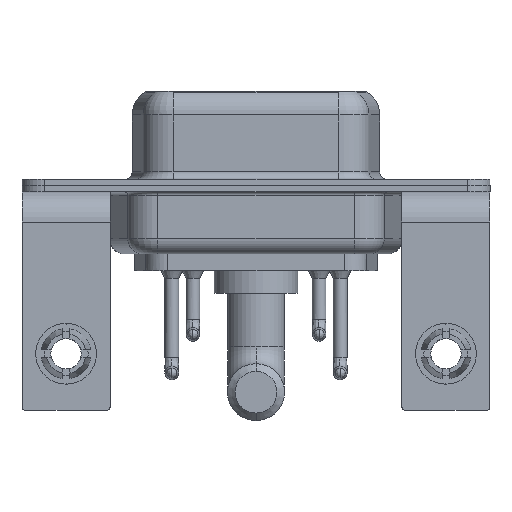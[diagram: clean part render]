
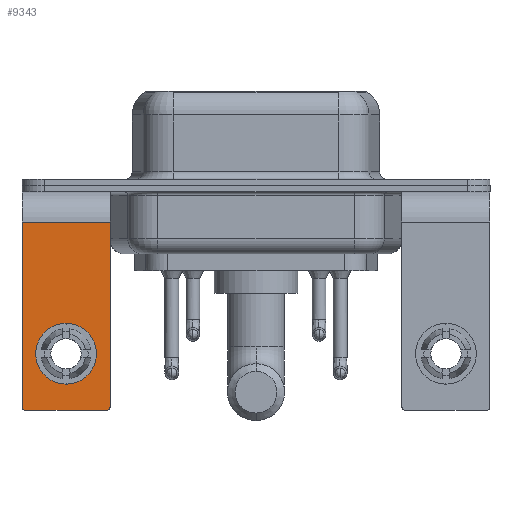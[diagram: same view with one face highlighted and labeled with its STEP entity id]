
A CAD part, front view. The second image highlights one B-rep face of the part: STEP entity #9343.
In plain terms, the highlighted planar face has unit normal (0, -1, 0).
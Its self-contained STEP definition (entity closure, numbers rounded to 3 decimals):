
#52 = ORIENTED_EDGE ( 'NONE', *, *, #5897, .T. ) ;
#67 = CARTESIAN_POINT ( 'NONE',  ( 2.9, -6.25, -2.4 ) ) ;
#294 = DIRECTION ( 'NONE',  ( 0., 1., 0. ) ) ;
#417 = VECTOR ( 'NONE', #11512, 1000. ) ;
#584 = CARTESIAN_POINT ( 'NONE',  ( -2.65, -6.25, -14.8 ) ) ;
#1441 = CIRCLE ( 'NONE', #13466, 2. ) ;
#1989 = ORIENTED_EDGE ( 'NONE', *, *, #4982, .F. ) ;
#2006 = CARTESIAN_POINT ( 'NONE',  ( 2.9, -6.25, -14.55 ) ) ;
#2251 = VECTOR ( 'NONE', #12073, 1000. ) ;
#2694 = EDGE_LOOP ( 'NONE', ( #14879, #52, #1989, #5357, #5982, #4069 ) ) ;
#2738 = VERTEX_POINT ( 'NONE', #584 ) ;
#2775 = FACE_BOUND ( 'NONE', #18156, .T. ) ;
#3488 = ORIENTED_EDGE ( 'NONE', *, *, #10435, .T. ) ;
#4069 = ORIENTED_EDGE ( 'NONE', *, *, #6984, .T. ) ;
#4428 = CARTESIAN_POINT ( 'NONE',  ( -2.65, -6.25, -14.55 ) ) ;
#4561 = CARTESIAN_POINT ( 'NONE',  ( 2.9, -6.25, -2.4 ) ) ;
#4982 = EDGE_CURVE ( 'NONE', #7184, #2738, #7232, .T. ) ;
#5039 = CARTESIAN_POINT ( 'NONE',  ( -2.9, -6.25, -14.55 ) ) ;
#5207 = LINE ( 'NONE', #67, #417 ) ;
#5357 = ORIENTED_EDGE ( 'NONE', *, *, #16287, .T. ) ;
#5803 = DIRECTION ( 'NONE',  ( -1., 0., 0. ) ) ;
#5897 = EDGE_CURVE ( 'NONE', #15134, #2738, #6591, .T. ) ;
#5982 = ORIENTED_EDGE ( 'NONE', *, *, #18145, .F. ) ;
#6185 = AXIS2_PLACEMENT_3D ( 'NONE', #6256, #294, #13339 ) ;
#6199 = CARTESIAN_POINT ( 'NONE',  ( 2.9, -6.25, -2.4 ) ) ;
#6210 = VECTOR ( 'NONE', #10099, 1000. ) ;
#6256 = CARTESIAN_POINT ( 'NONE',  ( 0., -6.25, -11.07 ) ) ;
#6591 = CIRCLE ( 'NONE', #15951, 0.25 ) ;
#6650 = CARTESIAN_POINT ( 'NONE',  ( 2.9, -6.25, -2.4 ) ) ;
#6717 = CARTESIAN_POINT ( 'NONE',  ( 0., -6.25, -11.07 ) ) ;
#6984 = EDGE_CURVE ( 'NONE', #14672, #15735, #14916, .T. ) ;
#7148 = AXIS2_PLACEMENT_3D ( 'NONE', #4561, #10239, #12794 ) ;
#7184 = VERTEX_POINT ( 'NONE', #12716 ) ;
#7221 = FACE_OUTER_BOUND ( 'NONE', #2694, .T. ) ;
#7232 = LINE ( 'NONE', #14793, #11614 ) ;
#7420 = DIRECTION ( 'NONE',  ( 0., 0., 1. ) ) ;
#8005 = EDGE_CURVE ( 'NONE', #10582, #17533, #11933, .T. ) ;
#8665 = CARTESIAN_POINT ( 'NONE',  ( 0., -6.25, -13.07 ) ) ;
#9343 = ADVANCED_FACE ( 'NONE', ( #2775, #7221 ), #11747, .F. ) ;
#9782 = ORIENTED_EDGE ( 'NONE', *, *, #8005, .T. ) ;
#10040 = AXIS2_PLACEMENT_3D ( 'NONE', #14794, #14433, #7420 ) ;
#10099 = DIRECTION ( 'NONE',  ( 0., 0., -1. ) ) ;
#10180 = EDGE_CURVE ( 'NONE', #15735, #15134, #14276, .T. ) ;
#10239 = DIRECTION ( 'NONE',  ( 0., 1., 0. ) ) ;
#10435 = EDGE_CURVE ( 'NONE', #17533, #10582, #1441, .T. ) ;
#10551 = DIRECTION ( 'NONE',  ( 0., -1., 0. ) ) ;
#10582 = VERTEX_POINT ( 'NONE', #15221 ) ;
#10940 = CIRCLE ( 'NONE', #10040, 0.25 ) ;
#11512 = DIRECTION ( 'NONE',  ( 0., 0., -1. ) ) ;
#11614 = VECTOR ( 'NONE', #5803, 1000. ) ;
#11747 = PLANE ( 'NONE',  #7148 ) ;
#11933 = CIRCLE ( 'NONE', #6185, 2. ) ;
#12073 = DIRECTION ( 'NONE',  ( -1., 0., 0. ) ) ;
#12492 = DIRECTION ( 'NONE',  ( 0., 1., 0. ) ) ;
#12716 = CARTESIAN_POINT ( 'NONE',  ( 2.65, -6.25, -14.8 ) ) ;
#12735 = CARTESIAN_POINT ( 'NONE',  ( -2.9, -6.25, -2.4 ) ) ;
#12794 = DIRECTION ( 'NONE',  ( 0., 0., 1. ) ) ;
#13339 = DIRECTION ( 'NONE',  ( 0., 0., 1. ) ) ;
#13466 = AXIS2_PLACEMENT_3D ( 'NONE', #6717, #12492, #16262 ) ;
#14276 = LINE ( 'NONE', #14461, #6210 ) ;
#14433 = DIRECTION ( 'NONE',  ( 0., -1., 0. ) ) ;
#14461 = CARTESIAN_POINT ( 'NONE',  ( -2.9, -6.25, -2.4 ) ) ;
#14672 = VERTEX_POINT ( 'NONE', #6650 ) ;
#14793 = CARTESIAN_POINT ( 'NONE',  ( 2.9, -6.25, -14.8 ) ) ;
#14794 = CARTESIAN_POINT ( 'NONE',  ( 2.65, -6.25, -14.55 ) ) ;
#14879 = ORIENTED_EDGE ( 'NONE', *, *, #10180, .T. ) ;
#14916 = LINE ( 'NONE', #6199, #2251 ) ;
#15028 = VERTEX_POINT ( 'NONE', #2006 ) ;
#15134 = VERTEX_POINT ( 'NONE', #5039 ) ;
#15221 = CARTESIAN_POINT ( 'NONE',  ( 0., -6.25, -9.07 ) ) ;
#15735 = VERTEX_POINT ( 'NONE', #12735 ) ;
#15951 = AXIS2_PLACEMENT_3D ( 'NONE', #4428, #10551, #16333 ) ;
#16262 = DIRECTION ( 'NONE',  ( 0., 0., 1. ) ) ;
#16287 = EDGE_CURVE ( 'NONE', #7184, #15028, #10940, .T. ) ;
#16333 = DIRECTION ( 'NONE',  ( 0., 0., 1. ) ) ;
#17533 = VERTEX_POINT ( 'NONE', #8665 ) ;
#18145 = EDGE_CURVE ( 'NONE', #14672, #15028, #5207, .T. ) ;
#18156 = EDGE_LOOP ( 'NONE', ( #3488, #9782 ) ) ;
